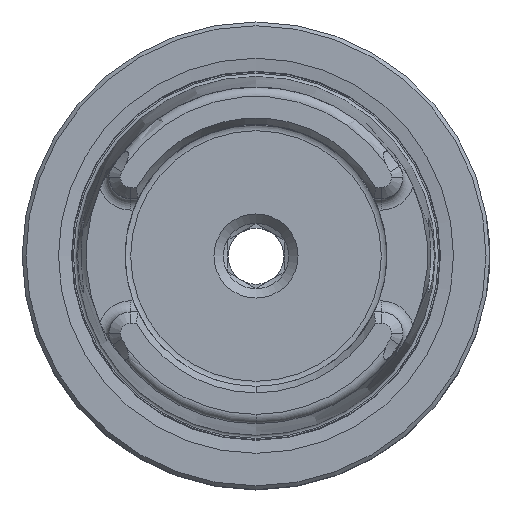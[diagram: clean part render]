
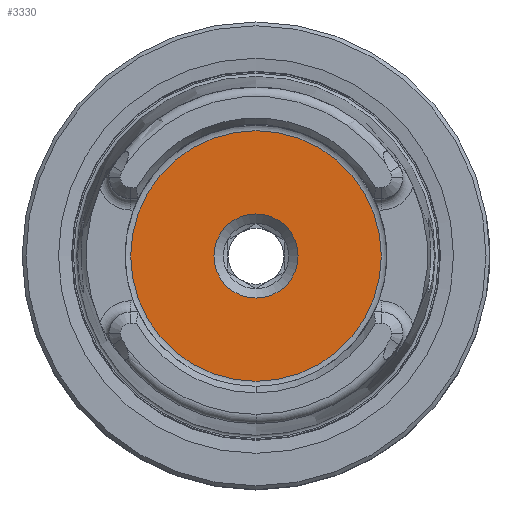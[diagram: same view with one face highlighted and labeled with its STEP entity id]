
A CAD part, top view. The second image highlights one B-rep face of the part: STEP entity #3330.
In plain terms, the highlighted planar face has unit normal (0, 0, 1).
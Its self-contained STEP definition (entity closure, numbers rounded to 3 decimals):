
#231=PLANE('',#3546);
#401=CIRCLE('',#3547,2.25);
#402=CIRCLE('',#3548,6.7);
#594=VERTEX_POINT('',#4014);
#595=VERTEX_POINT('',#4016);
#596=VERTEX_POINT('',#4017);
#1291=EDGE_CURVE('',#594,#594,#401,.T.);
#1292=EDGE_CURVE('',#595,#596,#402,.T.);
#1293=EDGE_CURVE('',#596,#595,#402,.T.);
#1884=ORIENTED_EDGE('',*,*,#1291,.T.);
#1885=ORIENTED_EDGE('',*,*,#1292,.T.);
#1886=ORIENTED_EDGE('',*,*,#1293,.T.);
#2898=EDGE_LOOP('',(#1884));
#2899=EDGE_LOOP('',(#1885,#1886));
#3115=FACE_BOUND('',#2898,.T.);
#3116=FACE_BOUND('',#2899,.T.);
#3330=ADVANCED_FACE('',(#3115,#3116),#231,.F.);
#3546=AXIS2_PLACEMENT_3D('',#4012,#6640,$);
#3547=AXIS2_PLACEMENT_3D('',#4013,#6641,#6642);
#3548=AXIS2_PLACEMENT_3D('',#4015,#6643,#6644);
#4012=CARTESIAN_POINT('',(0.,6.7,-6.));
#4013=CARTESIAN_POINT('',(0.,0.,-6.));
#4014=CARTESIAN_POINT('',(0.,-2.25,-6.));
#4015=CARTESIAN_POINT('',(0.,0.,-6.));
#4016=CARTESIAN_POINT('',(0.,6.7,-6.));
#4017=CARTESIAN_POINT('',(0.,-6.7,-6.));
#6640=DIRECTION('',(0.,0.,-1.));
#6641=DIRECTION('',(0.,0.,-1.));
#6642=DIRECTION('',(0.,-2.25,0.));
#6643=DIRECTION('',(0.,0.,1.));
#6644=DIRECTION('',(0.,6.7,0.));
